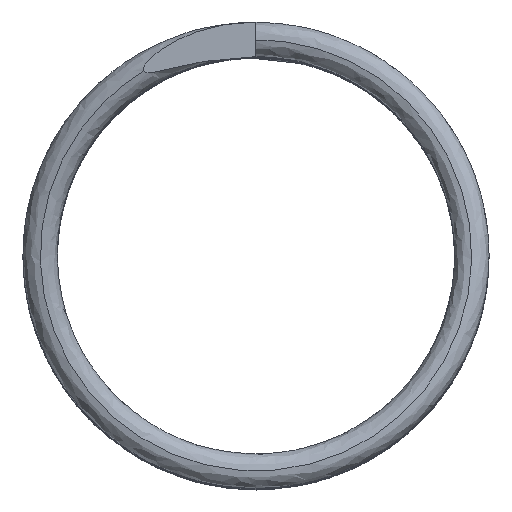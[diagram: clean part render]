
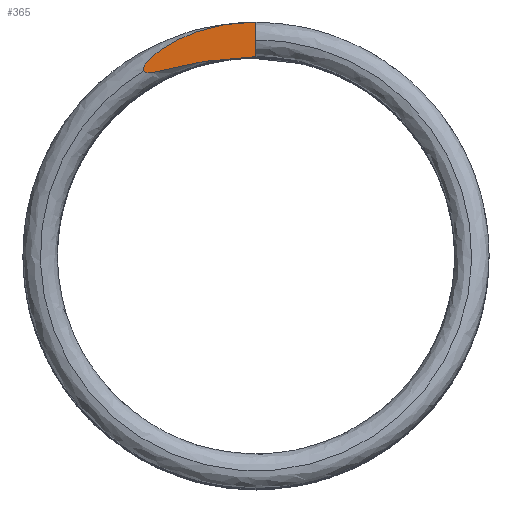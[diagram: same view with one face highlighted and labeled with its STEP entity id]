
A CAD part, top view. The second image highlights one B-rep face of the part: STEP entity #365.
In plain terms, the highlighted planar face has unit normal (0, 0, 1).
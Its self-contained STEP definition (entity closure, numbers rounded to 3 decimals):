
#11 = CARTESIAN_POINT ( 'NONE',  ( -2.816, 5.03, 31. ) ) ;
#57 = CARTESIAN_POINT ( 'NONE',  ( -2.879, 4.945, 31. ) ) ;
#111 = CARTESIAN_POINT ( 'NONE',  ( -2.916, 4.781, 31. ) ) ;
#119 = CARTESIAN_POINT ( 'NONE',  ( -2.319, 4.814, 31. ) ) ;
#179 = EDGE_CURVE ( 'NONE', #1970, #1506, #3231, .T. ) ;
#267 = CARTESIAN_POINT ( 'NONE',  ( -2.898, 4.915, 31. ) ) ;
#282 = CARTESIAN_POINT ( 'NONE',  ( -2.924, 4.85, 31. ) ) ;
#293 = CARTESIAN_POINT ( 'NONE',  ( 0., 6.05, 31. ) ) ;
#351 = CARTESIAN_POINT ( 'NONE',  ( -0.99, 5.097, 31. ) ) ;
#362 = CARTESIAN_POINT ( 'NONE',  ( -1.717, 4.958, 31. ) ) ;
#365 = ADVANCED_FACE ( 'NONE', ( #2347 ), #3223, .F. ) ;
#406 = EDGE_CURVE ( 'NONE', #1970, #2975, #648, .T. ) ;
#532 = DIRECTION ( 'NONE',  ( 0., -1., 0. ) ) ;
#567 = CARTESIAN_POINT ( 'NONE',  ( 0., 5.6, 31. ) ) ;
#578 = CARTESIAN_POINT ( 'NONE',  ( -1.902, 5.66, 31. ) ) ;
#623 = CARTESIAN_POINT ( 'NONE',  ( -2.9, 4.754, 31. ) ) ;
#648 = B_SPLINE_CURVE_WITH_KNOTS ( 'NONE', 3,
 ( #293, #2128, #3235, #578, #2444, #795, #2706, #1375, #11, #57, #267, #1328, #282, #3198, #808, #2408 ),
 .UNSPECIFIED., .F., .F.,
 ( 4, 2, 2, 2, 2, 2, 2, 4 ),
 ( 0., 0.002, 0.003, 0.003, 0.003, 0.003, 0.003, 0.003 ),
 .UNSPECIFIED. ) ;
#795 = CARTESIAN_POINT ( 'NONE',  ( -2.501, 5.31, 31. ) ) ;
#808 = CARTESIAN_POINT ( 'NONE',  ( -2.925, 4.796, 31. ) ) ;
#912 = B_SPLINE_CURVE_WITH_KNOTS ( 'NONE', 3,
 ( #111, #623, #1429, #1679, #2477, #1947, #1447, #915, #119, #3318, #362, #351, #3031, #1719 ),
 .UNSPECIFIED., .F., .F.,
 ( 4, 2, 2, 2, 2, 2, 4 ),
 ( 0.003, 0.003, 0.004, 0.004, 0.004, 0.005, 0.006 ),
 .UNSPECIFIED. ) ;
#915 = CARTESIAN_POINT ( 'NONE',  ( -2.439, 4.785, 31. ) ) ;
#1140 = EDGE_LOOP ( 'NONE', ( #2259, #2395, #1759 ) ) ;
#1151 = CARTESIAN_POINT ( 'NONE',  ( 0., 6.05, 31. ) ) ;
#1328 = CARTESIAN_POINT ( 'NONE',  ( -2.918, 4.867, 31. ) ) ;
#1375 = CARTESIAN_POINT ( 'NONE',  ( -2.767, 5.081, 31. ) ) ;
#1429 = CARTESIAN_POINT ( 'NONE',  ( -2.867, 4.743, 31. ) ) ;
#1447 = CARTESIAN_POINT ( 'NONE',  ( -2.621, 4.75, 31. ) ) ;
#1506 = VERTEX_POINT ( 'NONE', #1668 ) ;
#1668 = CARTESIAN_POINT ( 'NONE',  ( 0., 5.15, 31. ) ) ;
#1679 = CARTESIAN_POINT ( 'NONE',  ( -2.805, 4.734, 31. ) ) ;
#1719 = CARTESIAN_POINT ( 'NONE',  ( 0., 5.15, 31. ) ) ;
#1759 = ORIENTED_EDGE ( 'NONE', *, *, #179, .F. ) ;
#1947 = CARTESIAN_POINT ( 'NONE',  ( -2.682, 4.74, 31. ) ) ;
#1970 = VERTEX_POINT ( 'NONE', #1151 ) ;
#2128 = CARTESIAN_POINT ( 'NONE',  ( -0.56, 6.05, 31. ) ) ;
#2208 = CARTESIAN_POINT ( 'NONE',  ( -2.916, 4.781, 31. ) ) ;
#2252 = AXIS2_PLACEMENT_3D ( 'NONE', #2976, #2430, #2396 ) ;
#2259 = ORIENTED_EDGE ( 'NONE', *, *, #406, .T. ) ;
#2347 = FACE_OUTER_BOUND ( 'NONE', #1140, .T. ) ;
#2395 = ORIENTED_EDGE ( 'NONE', *, *, #2788, .T. ) ;
#2396 = DIRECTION ( 'NONE',  ( -1., 0., 0. ) ) ;
#2408 = CARTESIAN_POINT ( 'NONE',  ( -2.916, 4.781, 31. ) ) ;
#2430 = DIRECTION ( 'NONE',  ( 0., 0., -1. ) ) ;
#2444 = CARTESIAN_POINT ( 'NONE',  ( -2.152, 5.539, 31. ) ) ;
#2477 = CARTESIAN_POINT ( 'NONE',  ( -2.774, 4.734, 31. ) ) ;
#2706 = CARTESIAN_POINT ( 'NONE',  ( -2.615, 5.225, 31. ) ) ;
#2788 = EDGE_CURVE ( 'NONE', #2975, #1506, #912, .T. ) ;
#2975 = VERTEX_POINT ( 'NONE', #2208 ) ;
#2976 = CARTESIAN_POINT ( 'NONE',  ( -6.05, -8., 31. ) ) ;
#3031 = CARTESIAN_POINT ( 'NONE',  ( -0.496, 5.15, 31. ) ) ;
#3051 = VECTOR ( 'NONE', #532, 1000. ) ;
#3198 = CARTESIAN_POINT ( 'NONE',  ( -2.928, 4.815, 31. ) ) ;
#3223 = PLANE ( 'NONE',  #2252 ) ;
#3231 = LINE ( 'NONE', #567, #3051 ) ;
#3235 = CARTESIAN_POINT ( 'NONE',  ( -1.117, 5.955, 31. ) ) ;
#3318 = CARTESIAN_POINT ( 'NONE',  ( -1.958, 4.901, 31. ) ) ;
